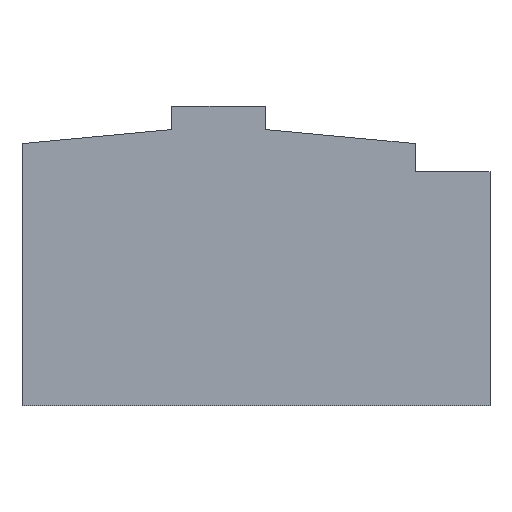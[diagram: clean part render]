
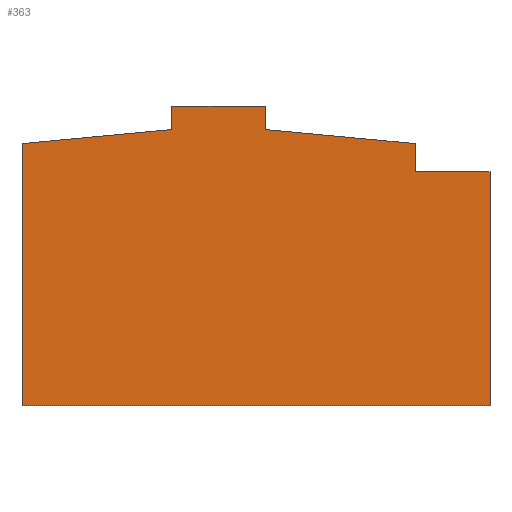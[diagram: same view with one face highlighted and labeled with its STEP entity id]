
A CAD part, top view. The second image highlights one B-rep face of the part: STEP entity #363.
In plain terms, the highlighted planar face has unit normal (0, 0, 1).
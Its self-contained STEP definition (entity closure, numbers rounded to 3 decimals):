
#42 = VERTEX_POINT('',#43);
#43 = CARTESIAN_POINT('',(0.,0.,2.5));
#49 = EDGE_CURVE('',#42,#50,#52,.T.);
#50 = VERTEX_POINT('',#51);
#51 = CARTESIAN_POINT('',(10.,0.,2.5));
#52 = LINE('',#53,#54);
#53 = CARTESIAN_POINT('',(0.,0.,2.5));
#54 = VECTOR('',#55,1.);
#55 = DIRECTION('',(1.,0.,0.));
#80 = EDGE_CURVE('',#50,#81,#83,.T.);
#81 = VERTEX_POINT('',#82);
#82 = CARTESIAN_POINT('',(10.,5.,2.5));
#83 = LINE('',#84,#85);
#84 = CARTESIAN_POINT('',(10.,0.,2.5));
#85 = VECTOR('',#86,1.);
#86 = DIRECTION('',(0.,1.,0.));
#113 = VERTEX_POINT('',#114);
#114 = CARTESIAN_POINT('',(8.4,5.,2.5));
#120 = EDGE_CURVE('',#113,#81,#121,.T.);
#121 = LINE('',#122,#123);
#122 = CARTESIAN_POINT('',(8.4,5.,2.5));
#123 = VECTOR('',#124,1.);
#124 = DIRECTION('',(1.,0.,0.));
#144 = VERTEX_POINT('',#145);
#145 = CARTESIAN_POINT('',(8.4,5.6,2.5));
#151 = EDGE_CURVE('',#144,#113,#152,.T.);
#152 = LINE('',#153,#154);
#153 = CARTESIAN_POINT('',(8.4,5.6,2.5));
#154 = VECTOR('',#155,1.);
#155 = DIRECTION('',(0.,-1.,0.));
#175 = VERTEX_POINT('',#176);
#176 = CARTESIAN_POINT('',(5.2,5.9,2.5));
#182 = EDGE_CURVE('',#175,#144,#183,.T.);
#183 = LINE('',#184,#185);
#184 = CARTESIAN_POINT('',(5.2,5.9,2.5));
#185 = VECTOR('',#186,1.);
#186 = DIRECTION('',(0.996,-0.093,0.));
#206 = VERTEX_POINT('',#207);
#207 = CARTESIAN_POINT('',(5.2,6.4,2.5));
#213 = EDGE_CURVE('',#206,#175,#214,.T.);
#214 = LINE('',#215,#216);
#215 = CARTESIAN_POINT('',(5.2,6.4,2.5));
#216 = VECTOR('',#217,1.);
#217 = DIRECTION('',(0.,-1.,0.));
#237 = VERTEX_POINT('',#238);
#238 = CARTESIAN_POINT('',(3.2,6.4,2.5));
#244 = EDGE_CURVE('',#237,#206,#245,.T.);
#245 = LINE('',#246,#247);
#246 = CARTESIAN_POINT('',(3.2,6.4,2.5));
#247 = VECTOR('',#248,1.);
#248 = DIRECTION('',(1.,0.,0.));
#268 = VERTEX_POINT('',#269);
#269 = CARTESIAN_POINT('',(3.2,5.9,2.5));
#275 = EDGE_CURVE('',#268,#237,#276,.T.);
#276 = LINE('',#277,#278);
#277 = CARTESIAN_POINT('',(3.2,5.9,2.5));
#278 = VECTOR('',#279,1.);
#279 = DIRECTION('',(0.,1.,0.));
#299 = VERTEX_POINT('',#300);
#300 = CARTESIAN_POINT('',(0.,5.6,2.5));
#306 = EDGE_CURVE('',#299,#268,#307,.T.);
#307 = LINE('',#308,#309);
#308 = CARTESIAN_POINT('',(0.,5.6,2.5));
#309 = VECTOR('',#310,1.);
#310 = DIRECTION('',(0.996,0.093,0.));
#328 = EDGE_CURVE('',#42,#299,#329,.T.);
#329 = LINE('',#330,#331);
#330 = CARTESIAN_POINT('',(0.,0.,2.5));
#331 = VECTOR('',#332,1.);
#332 = DIRECTION('',(0.,1.,0.));
#363 = ADVANCED_FACE('',(#364),#376,.T.);
#364 = FACE_BOUND('',#365,.T.);
#365 = EDGE_LOOP('',(#366,#367,#368,#369,#370,#371,#372,#373,#374,#375)
  );
#366 = ORIENTED_EDGE('',*,*,#49,.T.);
#367 = ORIENTED_EDGE('',*,*,#80,.T.);
#368 = ORIENTED_EDGE('',*,*,#120,.F.);
#369 = ORIENTED_EDGE('',*,*,#151,.F.);
#370 = ORIENTED_EDGE('',*,*,#182,.F.);
#371 = ORIENTED_EDGE('',*,*,#213,.F.);
#372 = ORIENTED_EDGE('',*,*,#244,.F.);
#373 = ORIENTED_EDGE('',*,*,#275,.F.);
#374 = ORIENTED_EDGE('',*,*,#306,.F.);
#375 = ORIENTED_EDGE('',*,*,#328,.F.);
#376 = PLANE('',#377);
#377 = AXIS2_PLACEMENT_3D('',#378,#379,#380);
#378 = CARTESIAN_POINT('',(4.945,2.956,2.5));
#379 = DIRECTION('',(0.,0.,1.));
#380 = DIRECTION('',(1.,0.,0.));
